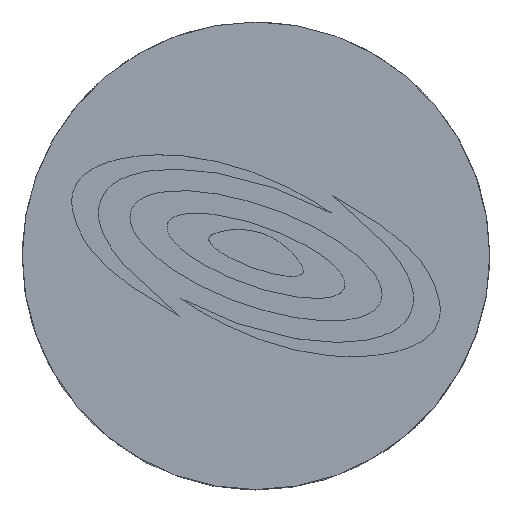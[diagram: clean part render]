
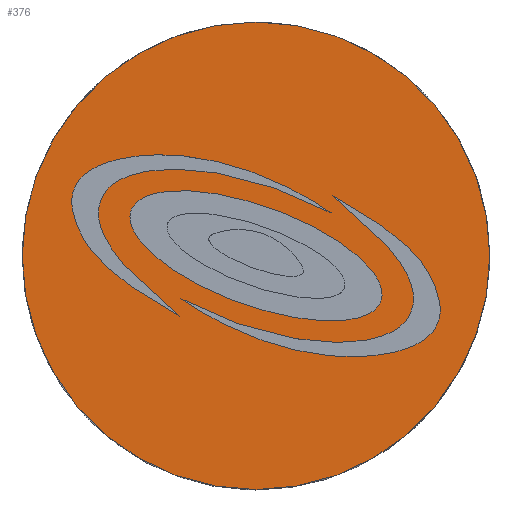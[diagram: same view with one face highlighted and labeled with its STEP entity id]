
A CAD part, top view. The second image highlights one B-rep face of the part: STEP entity #376.
In plain terms, the highlighted face is planar.
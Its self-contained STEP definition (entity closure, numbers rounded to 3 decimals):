
#76 = CARTESIAN_POINT ( 'NONE',  ( 14.608, -3.537, -3. ) ) ;
#84 = CARTESIAN_POINT ( 'NONE',  ( -19.305, -8.269, -3. ) ) ;
#87 = CARTESIAN_POINT ( 'NONE',  ( -11.684, -17.851, -3. ) ) ;
#97 = CARTESIAN_POINT ( 'NONE',  ( 0., 0., -3. ) ) ;
#101 = CARTESIAN_POINT ( 'NONE',  ( -16.055, -5.843, -3. ) ) ;
#124 = CARTESIAN_POINT ( 'NONE',  ( 9.831, -7.763, -3. ) ) ;
#157 = CARTESIAN_POINT ( 'NONE',  ( -19.305, -8.269, -3. ) ) ;
#182 = CARTESIAN_POINT ( 'NONE',  ( 30.05, 0., -3. ) ) ;
#188 = EDGE_LOOP ( 'NONE', ( #864, #1224, #2810 ) ) ;
#195 = CARTESIAN_POINT ( 'NONE',  ( 15.41, 13.433, -3. ) ) ;
#204 = CARTESIAN_POINT ( 'NONE',  ( -0.22, -12.125, -3. ) ) ;
#221 = EDGE_CURVE ( 'NONE', #968, #1660, #1048, .T. ) ;
#241 = CARTESIAN_POINT ( 'NONE',  ( 0., 0., -3. ) ) ;
#299 = EDGE_CURVE ( 'NONE', #1698, #513, #1902, .T. ) ;
#306 = CARTESIAN_POINT ( 'NONE',  ( -15.41, -13.433, -3. ) ) ;
#356 = CARTESIAN_POINT ( 'NONE',  ( -9.831, 7.763, -3. ) ) ;
#365 = DIRECTION ( 'NONE',  ( 0., 0., -1. ) ) ;
#374 = CARTESIAN_POINT ( 'NONE',  ( -16.055, -5.843, -3. ) ) ;
#376 = ADVANCED_FACE ( 'NONE', ( #2251, #2450, #1555, #1359 ), #2713, .T. ) ;
#442 = CARTESIAN_POINT ( 'NONE',  ( -7.519, 6.993, -3. ) ) ;
#492 = ORIENTED_EDGE ( 'NONE', *, *, #221, .T. ) ;
#513 = VERTEX_POINT ( 'NONE', #2535 ) ;
#585 = CARTESIAN_POINT ( 'NONE',  ( 19.305, 8.269, -3. ) ) ;
#586 = CARTESIAN_POINT ( 'NONE',  ( 16.055, 5.843, -3. ) ) ;
#599 = CARTESIAN_POINT ( 'NONE',  ( -9.642, 5.519, -3. ) ) ;
#681 = B_SPLINE_CURVE_WITH_KNOTS ( 'NONE', 3,
 ( #1752, #1991, #845, #1722, #157 ),
 .UNSPECIFIED., .F., .F.,
 ( 4, 1, 4 ),
 ( 0., 0.497, 1. ),
 .UNSPECIFIED. ) ;
#695 = VERTEX_POINT ( 'NONE', #1471 ) ;
#792 = CARTESIAN_POINT ( 'NONE',  ( 9.642, -5.519, -3. ) ) ;
#809 = ORIENTED_EDGE ( 'NONE', *, *, #299, .T. ) ;
#826 = CARTESIAN_POINT ( 'NONE',  ( -9.831, 7.763, -3. ) ) ;
#830 =( BOUNDED_CURVE ( )  B_SPLINE_CURVE ( 3, ( #1025, #2136, #87, #101 ),
 .UNSPECIFIED., .F., .T. ) 
 B_SPLINE_CURVE_WITH_KNOTS ( ( 4, 4 ),
 ( 3.142, 6.283 ),
 .UNSPECIFIED. ) 
 CURVE ( )  GEOMETRIC_REPRESENTATION_ITEM ( )  RATIONAL_B_SPLINE_CURVE ( ( 1., 0.333, 0.333, 1. ) ) 
 REPRESENTATION_ITEM ( '' )  );
#845 = CARTESIAN_POINT ( 'NONE',  ( -17.898, 0.899, -3. ) ) ;
#852 = CARTESIAN_POINT ( 'NONE',  ( -23.246, -3.604, -3. ) ) ;
#854 = EDGE_CURVE ( 'NONE', #513, #1998, #1654, .T. ) ;
#859 = B_SPLINE_CURVE_WITH_KNOTS ( 'NONE', 3,
 ( #826, #1757, #866, #852, #2022, #2887, #204, #1107, #2686 ),
 .UNSPECIFIED., .F., .F.,
 ( 4, 1, 1, 1, 1, 1, 4 ),
 ( 0., 0.124, 0.212, 0.248, 0.454, 0.532, 1. ),
 .UNSPECIFIED. ) ;
#864 = ORIENTED_EDGE ( 'NONE', *, *, #2685, .F. ) ;
#866 = CARTESIAN_POINT ( 'NONE',  ( -19.946, 1.751, -3. ) ) ;
#878 = CARTESIAN_POINT ( 'NONE',  ( 19.946, -1.751, -3. ) ) ;
#880 = CARTESIAN_POINT ( 'NONE',  ( 19.305, 8.269, -3. ) ) ;
#968 = VERTEX_POINT ( 'NONE', #1112 ) ;
#992 = CARTESIAN_POINT ( 'NONE',  ( -2.564, -12.213, -3. ) ) ;
#1013 = CARTESIAN_POINT ( 'NONE',  ( 17.898, -0.899, -3. ) ) ;
#1025 = CARTESIAN_POINT ( 'NONE',  ( 16.055, 5.843, -3. ) ) ;
#1048 = CIRCLE ( 'NONE', #1154, 30.05 ) ;
#1054 = VERTEX_POINT ( 'NONE', #356 ) ;
#1060 = EDGE_CURVE ( 'NONE', #695, #2703, #830, .T. ) ;
#1100 = ORIENTED_EDGE ( 'NONE', *, *, #2698, .F. ) ;
#1107 = CARTESIAN_POINT ( 'NONE',  ( 7.519, -6.993, -3. ) ) ;
#1112 = CARTESIAN_POINT ( 'NONE',  ( -30.05, 0., -3. ) ) ;
#1120 = DIRECTION ( 'NONE',  ( 1., 0., 0. ) ) ;
#1154 = AXIS2_PLACEMENT_3D ( 'NONE', #1686, #2763, #2103 ) ;
#1224 = ORIENTED_EDGE ( 'NONE', *, *, #1990, .T. ) ;
#1236 = CARTESIAN_POINT ( 'NONE',  ( -19.305, -8.269, -3. ) ) ;
#1271 = CARTESIAN_POINT ( 'NONE',  ( -16.055, -5.843, -3. ) ) ;
#1329 =( BOUNDED_CURVE ( )  B_SPLINE_CURVE ( 3, ( #374, #2187, #1493, #586 ),
 .UNSPECIFIED., .F., .F. ) 
 B_SPLINE_CURVE_WITH_KNOTS ( ( 4, 4 ),
 ( 0., 3.142 ),
 .UNSPECIFIED. ) 
 CURVE ( )  GEOMETRIC_REPRESENTATION_ITEM ( )  RATIONAL_B_SPLINE_CURVE ( ( 1., 0.333, 0.333, 1. ) ) 
 REPRESENTATION_ITEM ( '' )  );
#1359 = FACE_BOUND ( 'NONE', #1564, .T. ) ;
#1370 = CARTESIAN_POINT ( 'NONE',  ( 15.134, 13.354, -3. ) ) ;
#1432 = EDGE_CURVE ( 'NONE', #2305, #2388, #2372, .T. ) ;
#1467 = DIRECTION ( 'NONE',  ( 1., 0., 0. ) ) ;
#1471 = CARTESIAN_POINT ( 'NONE',  ( 16.055, 5.843, -3. ) ) ;
#1493 = CARTESIAN_POINT ( 'NONE',  ( 11.684, 17.851, -3. ) ) ;
#1555 = FACE_BOUND ( 'NONE', #188, .T. ) ;
#1564 = EDGE_LOOP ( 'NONE', ( #1801, #809, #2289 ) ) ;
#1593 = EDGE_CURVE ( 'NONE', #1698, #1998, #1766, .T. ) ;
#1654 =( BOUNDED_CURVE ( )  B_SPLINE_CURVE ( 3, ( #599, #2693, #195, #2001 ),
 .UNSPECIFIED., .F., .F. ) 
 B_SPLINE_CURVE_WITH_KNOTS ( ( 4, 4 ),
 ( 4.366, 6.153 ),
 .UNSPECIFIED. ) 
 CURVE ( )  GEOMETRIC_REPRESENTATION_ITEM ( )  RATIONAL_B_SPLINE_CURVE ( ( 1., 0.751, 0.751, 1. ) ) 
 REPRESENTATION_ITEM ( '' )  );
#1660 = VERTEX_POINT ( 'NONE', #182 ) ;
#1686 = CARTESIAN_POINT ( 'NONE',  ( 0., 0., -3. ) ) ;
#1698 = VERTEX_POINT ( 'NONE', #2878 ) ;
#1722 = CARTESIAN_POINT ( 'NONE',  ( -21.378, -5.519, -3. ) ) ;
#1752 = CARTESIAN_POINT ( 'NONE',  ( -9.831, 7.763, -3. ) ) ;
#1755 = ORIENTED_EDGE ( 'NONE', *, *, #1060, .F. ) ;
#1757 = CARTESIAN_POINT ( 'NONE',  ( -12.315, 6.564, -3. ) ) ;
#1766 = B_SPLINE_CURVE_WITH_KNOTS ( 'NONE', 3,
 ( #124, #76, #1013, #2610, #585 ),
 .UNSPECIFIED., .F., .F.,
 ( 4, 1, 4 ),
 ( 0., 0.497, 1. ),
 .UNSPECIFIED. ) ;
#1798 = CARTESIAN_POINT ( 'NONE',  ( 23.246, 3.604, -3. ) ) ;
#1801 = ORIENTED_EDGE ( 'NONE', *, *, #1593, .F. ) ;
#1811 = CARTESIAN_POINT ( 'NONE',  ( -9.642, 5.519, -3. ) ) ;
#1884 = AXIS2_PLACEMENT_3D ( 'NONE', #241, #2021, #1120 ) ;
#1892 = CARTESIAN_POINT ( 'NONE',  ( 9.642, -5.519, -3. ) ) ;
#1902 = B_SPLINE_CURVE_WITH_KNOTS ( 'NONE', 3,
 ( #2239, #2926, #878, #1798, #2505, #1370, #2700, #442, #1811 ),
 .UNSPECIFIED., .F., .F.,
 ( 4, 1, 1, 1, 1, 1, 4 ),
 ( 0., 0.124, 0.212, 0.248, 0.454, 0.532, 1. ),
 .UNSPECIFIED. ) ;
#1990 = EDGE_CURVE ( 'NONE', #1054, #2305, #859, .T. ) ;
#1991 = CARTESIAN_POINT ( 'NONE',  ( -14.608, 3.537, -3. ) ) ;
#1998 = VERTEX_POINT ( 'NONE', #880 ) ;
#2001 = CARTESIAN_POINT ( 'NONE',  ( 19.305, 8.269, -3. ) ) ;
#2021 = DIRECTION ( 'NONE',  ( 0., 0., -1. ) ) ;
#2022 = CARTESIAN_POINT ( 'NONE',  ( -24.465, -11.416, -3. ) ) ;
#2103 = DIRECTION ( 'NONE',  ( 1., 0., 0. ) ) ;
#2136 = CARTESIAN_POINT ( 'NONE',  ( 20.425, -6.164, -3. ) ) ;
#2187 = CARTESIAN_POINT ( 'NONE',  ( -20.425, 6.164, -3. ) ) ;
#2219 = EDGE_CURVE ( 'NONE', #1660, #968, #2598, .T. ) ;
#2239 = CARTESIAN_POINT ( 'NONE',  ( 9.831, -7.763, -3. ) ) ;
#2251 = FACE_BOUND ( 'NONE', #2908, .T. ) ;
#2289 = ORIENTED_EDGE ( 'NONE', *, *, #854, .T. ) ;
#2305 = VERTEX_POINT ( 'NONE', #792 ) ;
#2372 =( BOUNDED_CURVE ( )  B_SPLINE_CURVE ( 3, ( #1892, #992, #306, #84 ),
 .UNSPECIFIED., .F., .F. ) 
 B_SPLINE_CURVE_WITH_KNOTS ( ( 4, 4 ),
 ( 1.225, 3.012 ),
 .UNSPECIFIED. ) 
 CURVE ( )  GEOMETRIC_REPRESENTATION_ITEM ( )  RATIONAL_B_SPLINE_CURVE ( ( 1., 0.751, 0.751, 1. ) ) 
 REPRESENTATION_ITEM ( '' )  );
#2388 = VERTEX_POINT ( 'NONE', #1236 ) ;
#2392 = EDGE_LOOP ( 'NONE', ( #492, #2487 ) ) ;
#2450 = FACE_OUTER_BOUND ( 'NONE', #2392, .T. ) ;
#2487 = ORIENTED_EDGE ( 'NONE', *, *, #2219, .T. ) ;
#2505 = CARTESIAN_POINT ( 'NONE',  ( 24.465, 11.416, -3. ) ) ;
#2535 = CARTESIAN_POINT ( 'NONE',  ( -9.642, 5.519, -3. ) ) ;
#2550 = AXIS2_PLACEMENT_3D ( 'NONE', #97, #365, #1467 ) ;
#2598 = CIRCLE ( 'NONE', #2550, 30.05 ) ;
#2610 = CARTESIAN_POINT ( 'NONE',  ( 21.378, 5.519, -3. ) ) ;
#2685 = EDGE_CURVE ( 'NONE', #1054, #2388, #681, .T. ) ;
#2686 = CARTESIAN_POINT ( 'NONE',  ( 9.642, -5.519, -3. ) ) ;
#2693 = CARTESIAN_POINT ( 'NONE',  ( 2.564, 12.213, -3. ) ) ;
#2698 = EDGE_CURVE ( 'NONE', #2703, #695, #1329, .T. ) ;
#2700 = CARTESIAN_POINT ( 'NONE',  ( 0.22, 12.125, -3. ) ) ;
#2703 = VERTEX_POINT ( 'NONE', #1271 ) ;
#2713 = PLANE ( 'NONE',  #1884 ) ;
#2763 = DIRECTION ( 'NONE',  ( 0., 0., -1. ) ) ;
#2810 = ORIENTED_EDGE ( 'NONE', *, *, #1432, .T. ) ;
#2878 = CARTESIAN_POINT ( 'NONE',  ( 9.831, -7.763, -3. ) ) ;
#2887 = CARTESIAN_POINT ( 'NONE',  ( -15.134, -13.354, -3. ) ) ;
#2908 = EDGE_LOOP ( 'NONE', ( #1100, #1755 ) ) ;
#2926 = CARTESIAN_POINT ( 'NONE',  ( 12.315, -6.564, -3. ) ) ;
